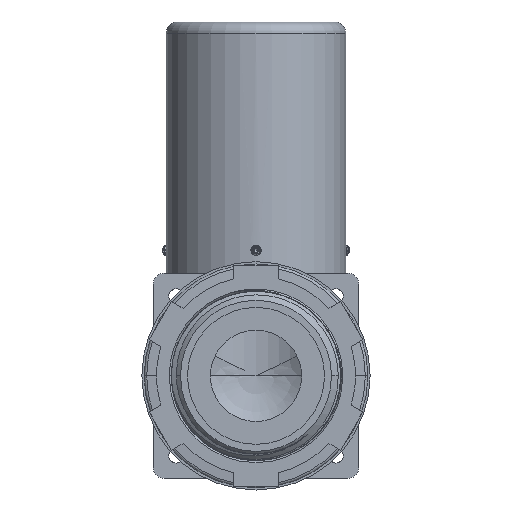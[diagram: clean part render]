
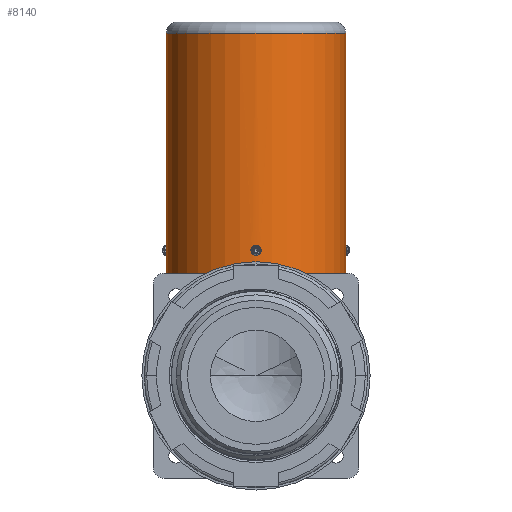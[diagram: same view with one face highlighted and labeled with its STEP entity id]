
A CAD part, front view. The second image highlights one B-rep face of the part: STEP entity #8140.
In plain terms, the highlighted cylindrical face has radius 24.994 mm (diameter 49.987 mm), a partial arc.
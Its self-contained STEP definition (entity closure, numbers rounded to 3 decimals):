
#6281=DIRECTION('',(0.,0.,1.));
#6282=VECTOR('',#6281,66.675);
#6283=CARTESIAN_POINT('',(24.994,31.75,28.575));
#6284=LINE('',#6283,#6282);
#6825=CARTESIAN_POINT('',(0.,31.75,95.25));
#6826=DIRECTION('',(0.,0.,1.));
#6827=DIRECTION('',(-1.,0.,0.));
#6828=AXIS2_PLACEMENT_3D('',#6825,#6826,#6827);
#6830=CARTESIAN_POINT('',(0.,31.75,28.575));
#6831=DIRECTION('',(0.,0.,-1.));
#6832=DIRECTION('',(1.,0.,0.));
#6833=AXIS2_PLACEMENT_3D('',#6830,#6831,#6832);
#6835=DIRECTION('',(0.,0.,1.));
#6836=VECTOR('',#6835,66.675);
#6837=CARTESIAN_POINT('',(-24.994,31.75,28.575));
#6838=LINE('',#6837,#6836);
#6839=CARTESIAN_POINT('',(-1.143,6.783,34.925));
#6840=CARTESIAN_POINT('',(-1.143,6.783,34.814));
#6841=CARTESIAN_POINT('',(-1.112,6.781,34.603));
#6842=CARTESIAN_POINT('',(-0.977,6.775,
34.302));
#6843=CARTESIAN_POINT('',(-0.76,6.768,
34.051));
#6844=CARTESIAN_POINT('',(-0.485,6.76,
33.873));
#6845=CARTESIAN_POINT('',(-0.165,6.756,
33.778));
#6846=CARTESIAN_POINT('',(0.162,6.756,33.778));
#6847=CARTESIAN_POINT('',(0.484,6.76,33.872));
#6848=CARTESIAN_POINT('',(0.758,6.768,34.049));
#6849=CARTESIAN_POINT('',(0.976,6.775,34.3));
#6850=CARTESIAN_POINT('',(1.112,6.781,34.603));
#6851=CARTESIAN_POINT('',(1.143,6.783,34.815));
#6852=CARTESIAN_POINT('',(1.143,6.783,34.925));
#6854=CARTESIAN_POINT('',(1.143,6.783,34.925));
#6855=CARTESIAN_POINT('',(1.143,6.783,35.036));
#6856=CARTESIAN_POINT('',(1.112,6.781,35.247));
#6857=CARTESIAN_POINT('',(0.977,6.775,35.548));
#6858=CARTESIAN_POINT('',(0.76,6.768,35.799));
#6859=CARTESIAN_POINT('',(0.485,6.76,35.977));
#6860=CARTESIAN_POINT('',(0.165,6.756,36.072));
#6861=CARTESIAN_POINT('',(-0.162,6.756,
36.072));
#6862=CARTESIAN_POINT('',(-0.484,6.76,
35.978));
#6863=CARTESIAN_POINT('',(-0.758,6.768,
35.801));
#6864=CARTESIAN_POINT('',(-0.976,6.775,
35.55));
#6865=CARTESIAN_POINT('',(-1.112,6.781,35.247));
#6866=CARTESIAN_POINT('',(-1.143,6.783,35.035));
#6867=CARTESIAN_POINT('',(-1.143,6.783,34.925));
#7679=CARTESIAN_POINT('',(-24.994,31.75,28.575));
#7680=CARTESIAN_POINT('',(24.994,31.75,28.575));
#7681=VERTEX_POINT('',#7679);
#7682=VERTEX_POINT('',#7680);
#7687=CARTESIAN_POINT('',(-24.994,31.75,95.25));
#7688=CARTESIAN_POINT('',(24.994,31.75,95.25));
#7689=VERTEX_POINT('',#7687);
#7690=VERTEX_POINT('',#7688);
#7703=VERTEX_POINT('',#6852);
#7704=VERTEX_POINT('',#6839);
#8122=CARTESIAN_POINT('',(0.,31.75,28.575));
#8123=DIRECTION('',(0.,0.,1.));
#8124=DIRECTION('',(-1.,0.,0.));
#8125=AXIS2_PLACEMENT_3D('',#8122,#8123,#8124);
#8126=CYLINDRICAL_SURFACE('',#8125,24.994);
#8127=ORIENTED_EDGE('',*,*,#7934,.T.);
#8128=ORIENTED_EDGE('',*,*,#7978,.F.);
#8130=ORIENTED_EDGE('',*,*,#8129,.T.);
#8131=ORIENTED_EDGE('',*,*,#7974,.T.);
#8132=EDGE_LOOP('',(#8127,#8128,#8130,#8131));
#8133=FACE_OUTER_BOUND('',#8132,.F.);
#8135=ORIENTED_EDGE('',*,*,#8134,.T.);
#8137=ORIENTED_EDGE('',*,*,#8136,.T.);
#8138=EDGE_LOOP('',(#8135,#8137));
#8139=FACE_BOUND('',#8138,.F.);
#6829=CIRCLE('',#6828,24.994);
#6834=CIRCLE('',#6833,24.994);
#6853=B_SPLINE_CURVE_WITH_KNOTS('',3,(#6839,#6840,#6841,#6842,#6843,#6844,#6845,
#6846,#6847,#6848,#6849,#6850,#6851,#6852),.UNSPECIFIED.,.F.,.F.,(4,1,1,1,1,1,1,
1,1,1,1,4),(0.,0.091,0.182,0.273,
0.364,0.455,0.545,0.636,
0.727,0.818,0.909,1.),.UNSPECIFIED.);
#6868=B_SPLINE_CURVE_WITH_KNOTS('',3,(#6854,#6855,#6856,#6857,#6858,#6859,#6860,
#6861,#6862,#6863,#6864,#6865,#6866,#6867),.UNSPECIFIED.,.F.,.F.,(4,1,1,1,1,1,1,
1,1,1,1,4),(0.,0.091,0.182,0.273,
0.364,0.455,0.545,0.636,
0.727,0.818,0.909,1.),.UNSPECIFIED.);
#7934=EDGE_CURVE('',#7689,#7690,#6829,.T.);
#7974=EDGE_CURVE('',#7681,#7689,#6838,.T.);
#7978=EDGE_CURVE('',#7682,#7690,#6284,.T.);
#8129=EDGE_CURVE('',#7682,#7681,#6834,.T.);
#8134=EDGE_CURVE('',#7704,#7703,#6853,.T.);
#8136=EDGE_CURVE('',#7703,#7704,#6868,.T.);
#8140=ADVANCED_FACE('',(#8133,#8139),#8126,.T.);
